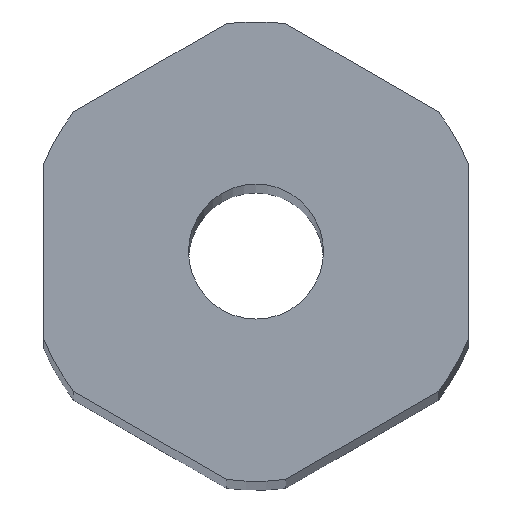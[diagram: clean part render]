
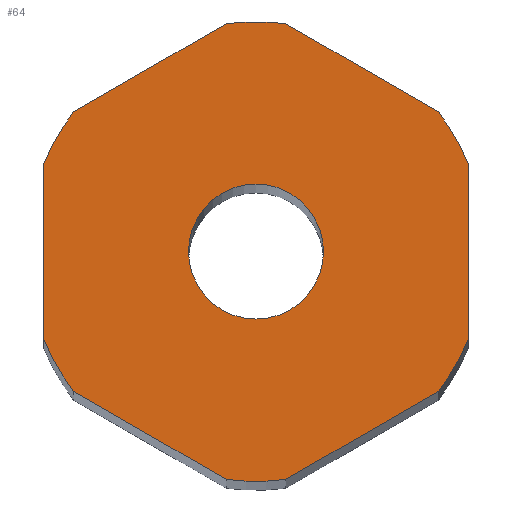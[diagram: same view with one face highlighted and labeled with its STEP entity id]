
A CAD part, top view. The second image highlights one B-rep face of the part: STEP entity #64.
In plain terms, the highlighted planar face has unit normal (0, 0, 1).
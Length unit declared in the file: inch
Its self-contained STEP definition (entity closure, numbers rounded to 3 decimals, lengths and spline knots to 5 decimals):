
#5 = EDGE_CURVE ( 'NONE', #539, #357, #555, .T. ) ;
#10 = ORIENTED_EDGE ( 'NONE', *, *, #268, .T. ) ;
#13 = CARTESIAN_POINT ( 'NONE',  ( -0.21471, 0.16449, 3. ) ) ;
#19 = DIRECTION ( 'NONE',  ( 0., 0., 1. ) ) ;
#24 = AXIS2_PLACEMENT_3D ( 'NONE', #266, #528, #390 ) ;
#25 = CARTESIAN_POINT ( 'NONE',  ( -0.03509, 0.26819, 3. ) ) ;
#26 = ORIENTED_EDGE ( 'NONE', *, *, #27, .T. ) ;
#27 = EDGE_CURVE ( 'NONE', #137, #539, #140, .T. ) ;
#33 = EDGE_LOOP ( 'NONE', ( #218, #505, #403, #10, #484, #26, #57, #185, #480, #581, #408, #229 ) ) ;
#47 = DIRECTION ( 'NONE',  ( 0., 1., 0. ) ) ;
#50 = CARTESIAN_POINT ( 'NONE',  ( 0., 0., 3. ) ) ;
#56 = DIRECTION ( 'NONE',  ( 1., 0., 0. ) ) ;
#57 = ORIENTED_EDGE ( 'NONE', *, *, #5, .T. ) ;
#58 = PLANE ( 'NONE',  #369 ) ;
#60 = LINE ( 'NONE', #100, #506 ) ;
#61 = VECTOR ( 'NONE', #425, 39.37008 ) ;
#62 = CARTESIAN_POINT ( 'NONE',  ( -0.2498, 0.1037, 3. ) ) ;
#64 = ADVANCED_FACE ( 'NONE', ( #571, #331 ), #58, .T. ) ;
#65 = LINE ( 'NONE', #202, #109 ) ;
#72 = EDGE_CURVE ( 'NONE', #77, #90, #567, .T. ) ;
#77 = VERTEX_POINT ( 'NONE', #237 ) ;
#86 = AXIS2_PLACEMENT_3D ( 'NONE', #197, #514, #415 ) ;
#89 = EDGE_CURVE ( 'NONE', #207, #578, #65, .T. ) ;
#90 = VERTEX_POINT ( 'NONE', #467 ) ;
#92 = VERTEX_POINT ( 'NONE', #376 ) ;
#94 = ORIENTED_EDGE ( 'NONE', *, *, #579, .F. ) ;
#100 = CARTESIAN_POINT ( 'NONE',  ( 0.1249, -0.21634, 3. ) ) ;
#108 = EDGE_CURVE ( 'NONE', #471, #92, #60, .T. ) ;
#109 = VECTOR ( 'NONE', #291, 39.37008 ) ;
#128 = DIRECTION ( 'NONE',  ( 1., 0., 0. ) ) ;
#134 = DIRECTION ( 'NONE',  ( 1., 0., 0. ) ) ;
#135 = EDGE_CURVE ( 'NONE', #90, #471, #324, .T. ) ;
#137 = VERTEX_POINT ( 'NONE', #13 ) ;
#138 = DIRECTION ( 'NONE',  ( -0.866, -0.5, 0. ) ) ;
#140 = CIRCLE ( 'NONE', #167, 0.27047 ) ;
#145 = AXIS2_PLACEMENT_3D ( 'NONE', #553, #458, #128 ) ;
#148 = EDGE_CURVE ( 'NONE', #494, #207, #315, .T. ) ;
#151 = VERTEX_POINT ( 'NONE', #568 ) ;
#153 = CARTESIAN_POINT ( 'NONE',  ( 0.03509, 0.26819, 3. ) ) ;
#167 = AXIS2_PLACEMENT_3D ( 'NONE', #361, #318, #134 ) ;
#183 = CARTESIAN_POINT ( 'NONE',  ( -0.2498, 0., 3. ) ) ;
#185 = ORIENTED_EDGE ( 'NONE', *, *, #333, .T. ) ;
#193 = AXIS2_PLACEMENT_3D ( 'NONE', #400, #394, #577 ) ;
#197 = CARTESIAN_POINT ( 'NONE',  ( 0., 0., 3. ) ) ;
#202 = CARTESIAN_POINT ( 'NONE',  ( 0.1249, 0.21634, 3. ) ) ;
#207 = VERTEX_POINT ( 'NONE', #387 ) ;
#218 = ORIENTED_EDGE ( 'NONE', *, *, #373, .T. ) ;
#229 = ORIENTED_EDGE ( 'NONE', *, *, #534, .T. ) ;
#235 = DIRECTION ( 'NONE',  ( 0., -1., 0. ) ) ;
#237 = CARTESIAN_POINT ( 'NONE',  ( -0.21471, -0.16449, 3. ) ) ;
#244 = DIRECTION ( 'NONE',  ( 1., 0., 0. ) ) ;
#245 = DIRECTION ( 'NONE',  ( 0.866, 0.5, 0. ) ) ;
#266 = CARTESIAN_POINT ( 'NONE',  ( 0., 0., 3. ) ) ;
#268 = EDGE_CURVE ( 'NONE', #578, #314, #285, .T. ) ;
#274 = CIRCLE ( 'NONE', #145, 0.0795 ) ;
#285 = CIRCLE ( 'NONE', #24, 0.27047 ) ;
#288 = CARTESIAN_POINT ( 'NONE',  ( 0., 0., 3. ) ) ;
#291 = DIRECTION ( 'NONE',  ( -0.866, 0.5, 0. ) ) ;
#293 = CARTESIAN_POINT ( 'NONE',  ( 0., 0., 3. ) ) ;
#296 = DIRECTION ( 'NONE',  ( 0., 0., 1. ) ) ;
#311 = CARTESIAN_POINT ( 'NONE',  ( -0.2498, -0.1037, 3. ) ) ;
#314 = VERTEX_POINT ( 'NONE', #25 ) ;
#315 = CIRCLE ( 'NONE', #379, 0.27047 ) ;
#317 = CARTESIAN_POINT ( 'NONE',  ( 0.2498, 0.1037, 3. ) ) ;
#318 = DIRECTION ( 'NONE',  ( 0., 0., 1. ) ) ;
#324 = CIRCLE ( 'NONE', #552, 0.27047 ) ;
#327 = CARTESIAN_POINT ( 'NONE',  ( -0.1249, 0.21634, 3. ) ) ;
#331 = FACE_OUTER_BOUND ( 'NONE', #33, .T. ) ;
#333 = EDGE_CURVE ( 'NONE', #357, #77, #377, .T. ) ;
#334 = CARTESIAN_POINT ( 'NONE',  ( 0., 0., 3. ) ) ;
#355 = AXIS2_PLACEMENT_3D ( 'NONE', #50, #19, #244 ) ;
#357 = VERTEX_POINT ( 'NONE', #311 ) ;
#361 = CARTESIAN_POINT ( 'NONE',  ( 0., 0., 3. ) ) ;
#366 = CARTESIAN_POINT ( 'NONE',  ( 0.03509, -0.26819, 3. ) ) ;
#369 = AXIS2_PLACEMENT_3D ( 'NONE', #334, #296, #56 ) ;
#370 = VERTEX_POINT ( 'NONE', #589 ) ;
#372 = EDGE_LOOP ( 'NONE', ( #590, #94 ) ) ;
#373 = EDGE_CURVE ( 'NONE', #151, #494, #545, .T. ) ;
#375 = CARTESIAN_POINT ( 'NONE',  ( 0.0795, 0., 3. ) ) ;
#376 = CARTESIAN_POINT ( 'NONE',  ( 0.21471, -0.16449, 3. ) ) ;
#377 = CIRCLE ( 'NONE', #193, 0.27047 ) ;
#379 = AXIS2_PLACEMENT_3D ( 'NONE', #293, #519, #423 ) ;
#380 = DIRECTION ( 'NONE',  ( 0., 0., 1. ) ) ;
#382 = DIRECTION ( 'NONE',  ( 1., 0., 0. ) ) ;
#387 = CARTESIAN_POINT ( 'NONE',  ( 0.21471, 0.16449, 3. ) ) ;
#390 = DIRECTION ( 'NONE',  ( 1., 0., 0. ) ) ;
#391 = EDGE_CURVE ( 'NONE', #370, #537, #274, .T. ) ;
#394 = DIRECTION ( 'NONE',  ( 0., 0., 1. ) ) ;
#400 = CARTESIAN_POINT ( 'NONE',  ( 0., 0., 3. ) ) ;
#402 = CARTESIAN_POINT ( 'NONE',  ( 0.2498, 0., 3. ) ) ;
#403 = ORIENTED_EDGE ( 'NONE', *, *, #89, .T. ) ;
#408 = ORIENTED_EDGE ( 'NONE', *, *, #108, .T. ) ;
#415 = DIRECTION ( 'NONE',  ( 1., 0., 0. ) ) ;
#423 = DIRECTION ( 'NONE',  ( 1., 0., 0. ) ) ;
#425 = DIRECTION ( 'NONE',  ( 0.866, -0.5, 0. ) ) ;
#426 = EDGE_CURVE ( 'NONE', #314, #137, #547, .T. ) ;
#431 = CARTESIAN_POINT ( 'NONE',  ( -0.1249, -0.21634, 3. ) ) ;
#458 = DIRECTION ( 'NONE',  ( 0., 0., 1. ) ) ;
#463 = CIRCLE ( 'NONE', #86, 0.0795 ) ;
#467 = CARTESIAN_POINT ( 'NONE',  ( -0.03509, -0.26819, 3. ) ) ;
#471 = VERTEX_POINT ( 'NONE', #366 ) ;
#480 = ORIENTED_EDGE ( 'NONE', *, *, #72, .T. ) ;
#484 = ORIENTED_EDGE ( 'NONE', *, *, #426, .T. ) ;
#494 = VERTEX_POINT ( 'NONE', #317 ) ;
#503 = VECTOR ( 'NONE', #47, 39.37008 ) ;
#505 = ORIENTED_EDGE ( 'NONE', *, *, #148, .T. ) ;
#506 = VECTOR ( 'NONE', #245, 39.37008 ) ;
#514 = DIRECTION ( 'NONE',  ( 0., 0., 1. ) ) ;
#519 = DIRECTION ( 'NONE',  ( 0., 0., 1. ) ) ;
#528 = DIRECTION ( 'NONE',  ( 0., 0., 1. ) ) ;
#534 = EDGE_CURVE ( 'NONE', #92, #151, #536, .T. ) ;
#536 = CIRCLE ( 'NONE', #355, 0.27047 ) ;
#537 = VERTEX_POINT ( 'NONE', #375 ) ;
#539 = VERTEX_POINT ( 'NONE', #62 ) ;
#544 = VECTOR ( 'NONE', #235, 39.37008 ) ;
#545 = LINE ( 'NONE', #402, #503 ) ;
#547 = LINE ( 'NONE', #327, #588 ) ;
#552 = AXIS2_PLACEMENT_3D ( 'NONE', #288, #380, #382 ) ;
#553 = CARTESIAN_POINT ( 'NONE',  ( 0., 0., 3. ) ) ;
#555 = LINE ( 'NONE', #183, #544 ) ;
#567 = LINE ( 'NONE', #431, #61 ) ;
#568 = CARTESIAN_POINT ( 'NONE',  ( 0.2498, -0.1037, 3. ) ) ;
#571 = FACE_BOUND ( 'NONE', #372, .T. ) ;
#577 = DIRECTION ( 'NONE',  ( 1., 0., 0. ) ) ;
#578 = VERTEX_POINT ( 'NONE', #153 ) ;
#579 = EDGE_CURVE ( 'NONE', #537, #370, #463, .T. ) ;
#581 = ORIENTED_EDGE ( 'NONE', *, *, #135, .T. ) ;
#588 = VECTOR ( 'NONE', #138, 39.37008 ) ;
#589 = CARTESIAN_POINT ( 'NONE',  ( -0.0795, 0., 3. ) ) ;
#590 = ORIENTED_EDGE ( 'NONE', *, *, #391, .F. ) ;
